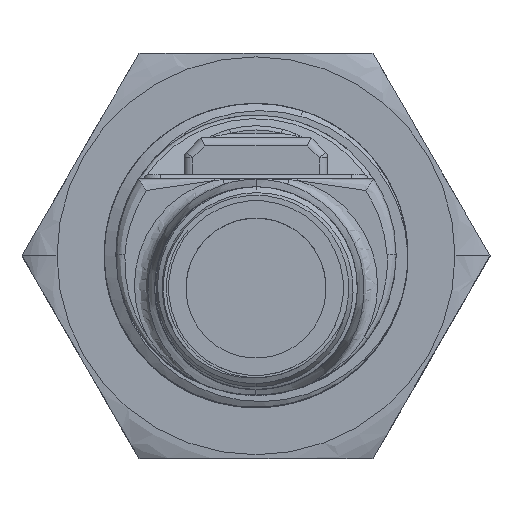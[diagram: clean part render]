
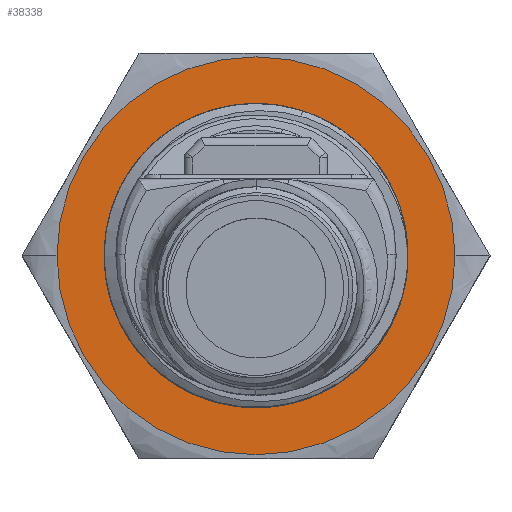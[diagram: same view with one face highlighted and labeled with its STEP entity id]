
A CAD part, top view. The second image highlights one B-rep face of the part: STEP entity #38338.
In plain terms, the highlighted planar face has unit normal (0, 0, 1).
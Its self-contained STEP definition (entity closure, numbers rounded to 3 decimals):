
#37923=CARTESIAN_POINT('',(0.,0.,3.8));
#37924=DIRECTION('',(0.,0.,1.));
#37925=DIRECTION('',(-1.,0.,0.));
#37926=AXIS2_PLACEMENT_3D('',#37923,#37924,#37925);
#37928=CARTESIAN_POINT('',(0.,0.,3.8));
#37929=DIRECTION('',(0.,0.,1.));
#37930=DIRECTION('',(1.,0.,0.));
#37931=AXIS2_PLACEMENT_3D('',#37928,#37929,#37930);
#37933=CARTESIAN_POINT('',(0.,0.,3.8));
#37934=DIRECTION('',(0.,0.,-1.));
#37935=DIRECTION('',(1.,0.,0.));
#37936=AXIS2_PLACEMENT_3D('',#37933,#37934,#37935);
#37938=CARTESIAN_POINT('',(0.,0.,3.8));
#37939=DIRECTION('',(0.,0.,-1.));
#37940=DIRECTION('',(-1.,0.,0.));
#37941=AXIS2_PLACEMENT_3D('',#37938,#37939,#37940);
#38243=CARTESIAN_POINT('',(-8.5,0.,3.8));
#38244=CARTESIAN_POINT('',(8.5,0.,3.8));
#38245=VERTEX_POINT('',#38243);
#38246=VERTEX_POINT('',#38244);
#38265=CARTESIAN_POINT('',(11.783,0.,3.8));
#38266=CARTESIAN_POINT('',(-11.783,0.,3.8));
#38267=VERTEX_POINT('',#38265);
#38268=VERTEX_POINT('',#38266);
#38323=CARTESIAN_POINT('',(0.,0.,3.8));
#38324=DIRECTION('',(0.,0.,1.));
#38325=DIRECTION('',(1.,0.,0.));
#38326=AXIS2_PLACEMENT_3D('',#38323,#38324,#38325);
#38327=PLANE('',#38326);
#38329=ORIENTED_EDGE('',*,*,#38328,.T.);
#38331=ORIENTED_EDGE('',*,*,#38330,.T.);
#38332=EDGE_LOOP('',(#38329,#38331));
#38333=FACE_OUTER_BOUND('',#38332,.F.);
#38334=ORIENTED_EDGE('',*,*,#38303,.T.);
#38335=ORIENTED_EDGE('',*,*,#38317,.T.);
#38336=EDGE_LOOP('',(#38334,#38335));
#38337=FACE_BOUND('',#38336,.F.);
#38338=ADVANCED_FACE('',(#38333,#38337),#38327,.T.);
#37927=CIRCLE('',#37926,8.5);
#37932=CIRCLE('',#37931,8.5);
#37937=CIRCLE('',#37936,11.783);
#37942=CIRCLE('',#37941,11.783);
#38303=EDGE_CURVE('',#38245,#38246,#37927,.T.);
#38317=EDGE_CURVE('',#38246,#38245,#37932,.T.);
#38328=EDGE_CURVE('',#38267,#38268,#37937,.T.);
#38330=EDGE_CURVE('',#38268,#38267,#37942,.T.);
